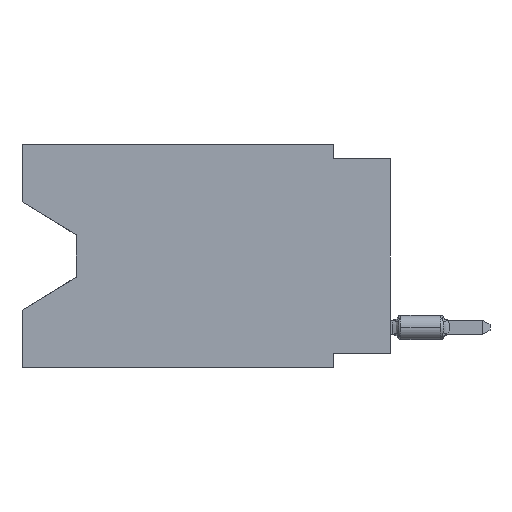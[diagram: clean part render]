
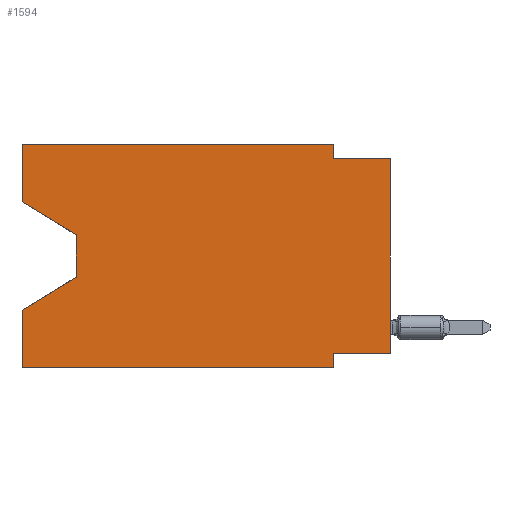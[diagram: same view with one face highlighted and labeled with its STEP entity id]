
A CAD part, left-side view. The second image highlights one B-rep face of the part: STEP entity #1594.
In plain terms, the highlighted planar face has unit normal (-1, 0, 0).
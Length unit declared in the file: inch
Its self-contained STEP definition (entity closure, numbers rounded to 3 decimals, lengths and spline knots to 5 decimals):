
#151 = VERTEX_POINT ( 'NONE', #16247 ) ;
#161 = LINE ( 'NONE', #10888, #16692 ) ;
#572 = DIRECTION ( 'NONE',  ( 0., 0., 1. ) ) ;
#578 = EDGE_LOOP ( 'NONE', ( #6872, #5784, #12239, #3272, #9041, #10397, #2724, #11252, #14400, #2792, #9202, #12114 ) ) ;
#608 = CARTESIAN_POINT ( 'NONE',  ( 0., 0.1, -0.39 ) ) ;
#681 = VECTOR ( 'NONE', #6510, 39.37008 ) ;
#818 = EDGE_CURVE ( 'NONE', #151, #8782, #12627, .T. ) ;
#841 = LINE ( 'NONE', #16681, #10669 ) ;
#920 = LINE ( 'NONE', #15233, #3771 ) ;
#1303 = EDGE_CURVE ( 'NONE', #14238, #2565, #7549, .T. ) ;
#1354 = CARTESIAN_POINT ( 'NONE',  ( 0., 0.55, -0.232 ) ) ;
#1401 = EDGE_CURVE ( 'NONE', #4492, #10331, #161, .T. ) ;
#1594 = ADVANCED_FACE ( 'NONE', ( #15477 ), #3732, .F. ) ;
#1615 = DIRECTION ( 'NONE',  ( 0., 0., -1. ) ) ;
#1930 = CARTESIAN_POINT ( 'NONE',  ( 0., 0.1, -0.365 ) ) ;
#2311 = EDGE_CURVE ( 'NONE', #15297, #5945, #12694, .T. ) ;
#2565 = VERTEX_POINT ( 'NONE', #2822 ) ;
#2572 = VECTOR ( 'NONE', #9431, 39.37008 ) ;
#2598 = CARTESIAN_POINT ( 'NONE',  ( 0., 0.645, -0.10025 ) ) ;
#2724 = ORIENTED_EDGE ( 'NONE', *, *, #10340, .F. ) ;
#2792 = ORIENTED_EDGE ( 'NONE', *, *, #1303, .F. ) ;
#2822 = CARTESIAN_POINT ( 'NONE',  ( 0., 0.1, -0.025 ) ) ;
#3272 = ORIENTED_EDGE ( 'NONE', *, *, #12710, .F. ) ;
#3570 = VECTOR ( 'NONE', #5062, 39.37008 ) ;
#3607 = CARTESIAN_POINT ( 'NONE',  ( 0., 0.645, -0.10025 ) ) ;
#3732 = PLANE ( 'NONE',  #15883 ) ;
#3771 = VECTOR ( 'NONE', #572, 39.37008 ) ;
#3799 = LINE ( 'NONE', #2598, #9282 ) ;
#4112 = LINE ( 'NONE', #6768, #681 ) ;
#4199 = LINE ( 'NONE', #1354, #2572 ) ;
#4378 = LINE ( 'NONE', #6865, #11423 ) ;
#4492 = VERTEX_POINT ( 'NONE', #7487 ) ;
#5062 = DIRECTION ( 'NONE',  ( 0., 0., -1. ) ) ;
#5191 = VECTOR ( 'NONE', #11352, 39.37008 ) ;
#5277 = EDGE_CURVE ( 'NONE', #16939, #5945, #9771, .T. ) ;
#5784 = ORIENTED_EDGE ( 'NONE', *, *, #1401, .T. ) ;
#5945 = VERTEX_POINT ( 'NONE', #608 ) ;
#6009 = DIRECTION ( 'NONE',  ( 0., 0., -1. ) ) ;
#6120 = CARTESIAN_POINT ( 'NONE',  ( 0., 0., 0. ) ) ;
#6241 = CARTESIAN_POINT ( 'NONE',  ( 0., 0.645, 0. ) ) ;
#6510 = DIRECTION ( 'NONE',  ( 0., 1., 0. ) ) ;
#6768 = CARTESIAN_POINT ( 'NONE',  ( 0., 0., -0.365 ) ) ;
#6865 = CARTESIAN_POINT ( 'NONE',  ( 0., 0.645, 0. ) ) ;
#6872 = ORIENTED_EDGE ( 'NONE', *, *, #14477, .T. ) ;
#7274 = DIRECTION ( 'NONE',  ( 0., -1., 0. ) ) ;
#7358 = DIRECTION ( 'NONE',  ( 0., 0., 1. ) ) ;
#7487 = CARTESIAN_POINT ( 'NONE',  ( 0., 0.55, -0.158 ) ) ;
#7549 = LINE ( 'NONE', #7629, #3570 ) ;
#7629 = CARTESIAN_POINT ( 'NONE',  ( 0., 0.1, 0. ) ) ;
#8066 = DIRECTION ( 'NONE',  ( 0., -1., 0. ) ) ;
#8341 = CARTESIAN_POINT ( 'NONE',  ( 0., 0., -0.025 ) ) ;
#8535 = CARTESIAN_POINT ( 'NONE',  ( 0., 0.1, 0. ) ) ;
#8782 = VERTEX_POINT ( 'NONE', #8341 ) ;
#8963 = DIRECTION ( 'NONE',  ( 1., 0., 0. ) ) ;
#9041 = ORIENTED_EDGE ( 'NONE', *, *, #5277, .T. ) ;
#9072 = EDGE_CURVE ( 'NONE', #10331, #10068, #4199, .T. ) ;
#9202 = ORIENTED_EDGE ( 'NONE', *, *, #12107, .F. ) ;
#9282 = VECTOR ( 'NONE', #14504, 39.37008 ) ;
#9431 = DIRECTION ( 'NONE',  ( 0., 0.855, -0.519 ) ) ;
#9771 = LINE ( 'NONE', #13955, #11308 ) ;
#9841 = VECTOR ( 'NONE', #15338, 39.37008 ) ;
#9984 = CARTESIAN_POINT ( 'NONE',  ( 0., 0.645, -0.39 ) ) ;
#10068 = VERTEX_POINT ( 'NONE', #12519 ) ;
#10123 = CARTESIAN_POINT ( 'NONE',  ( 0., 0., -0.025 ) ) ;
#10131 = CARTESIAN_POINT ( 'NONE',  ( 0., 0.1, -0.39 ) ) ;
#10331 = VERTEX_POINT ( 'NONE', #11908 ) ;
#10340 = EDGE_CURVE ( 'NONE', #151, #15297, #4112, .T. ) ;
#10397 = ORIENTED_EDGE ( 'NONE', *, *, #2311, .F. ) ;
#10669 = VECTOR ( 'NONE', #7358, 39.37008 ) ;
#10888 = CARTESIAN_POINT ( 'NONE',  ( 0., 0.55, -0.158 ) ) ;
#11252 = ORIENTED_EDGE ( 'NONE', *, *, #818, .T. ) ;
#11308 = VECTOR ( 'NONE', #7274, 39.37008 ) ;
#11352 = DIRECTION ( 'NONE',  ( 0., 0., 1. ) ) ;
#11375 = CARTESIAN_POINT ( 'NONE',  ( 0., 0.645, 0. ) ) ;
#11423 = VECTOR ( 'NONE', #8066, 39.37008 ) ;
#11873 = VERTEX_POINT ( 'NONE', #3607 ) ;
#11908 = CARTESIAN_POINT ( 'NONE',  ( 0., 0.55, -0.232 ) ) ;
#12107 = EDGE_CURVE ( 'NONE', #16600, #14238, #4378, .T. ) ;
#12114 = ORIENTED_EDGE ( 'NONE', *, *, #16511, .F. ) ;
#12239 = ORIENTED_EDGE ( 'NONE', *, *, #9072, .T. ) ;
#12519 = CARTESIAN_POINT ( 'NONE',  ( 0., 0.645, -0.28975 ) ) ;
#12627 = LINE ( 'NONE', #6120, #5191 ) ;
#12694 = LINE ( 'NONE', #10131, #14522 ) ;
#12710 = EDGE_CURVE ( 'NONE', #16939, #10068, #920, .T. ) ;
#13955 = CARTESIAN_POINT ( 'NONE',  ( 0., 0.645, -0.39 ) ) ;
#14135 = LINE ( 'NONE', #10123, #9841 ) ;
#14185 = DIRECTION ( 'NONE',  ( 0., 0., -1. ) ) ;
#14238 = VERTEX_POINT ( 'NONE', #8535 ) ;
#14400 = ORIENTED_EDGE ( 'NONE', *, *, #16205, .F. ) ;
#14477 = EDGE_CURVE ( 'NONE', #11873, #4492, #3799, .T. ) ;
#14504 = DIRECTION ( 'NONE',  ( 0., -0.855, -0.519 ) ) ;
#14522 = VECTOR ( 'NONE', #6009, 39.37008 ) ;
#15233 = CARTESIAN_POINT ( 'NONE',  ( 0., 0.645, 0. ) ) ;
#15297 = VERTEX_POINT ( 'NONE', #1930 ) ;
#15338 = DIRECTION ( 'NONE',  ( 0., -1., 0. ) ) ;
#15477 = FACE_OUTER_BOUND ( 'NONE', #578, .T. ) ;
#15883 = AXIS2_PLACEMENT_3D ( 'NONE', #11375, #8963, #14185 ) ;
#16205 = EDGE_CURVE ( 'NONE', #2565, #8782, #14135, .T. ) ;
#16247 = CARTESIAN_POINT ( 'NONE',  ( 0., 0., -0.365 ) ) ;
#16511 = EDGE_CURVE ( 'NONE', #11873, #16600, #841, .T. ) ;
#16600 = VERTEX_POINT ( 'NONE', #6241 ) ;
#16681 = CARTESIAN_POINT ( 'NONE',  ( 0., 0.645, 0. ) ) ;
#16692 = VECTOR ( 'NONE', #1615, 39.37008 ) ;
#16939 = VERTEX_POINT ( 'NONE', #9984 ) ;
